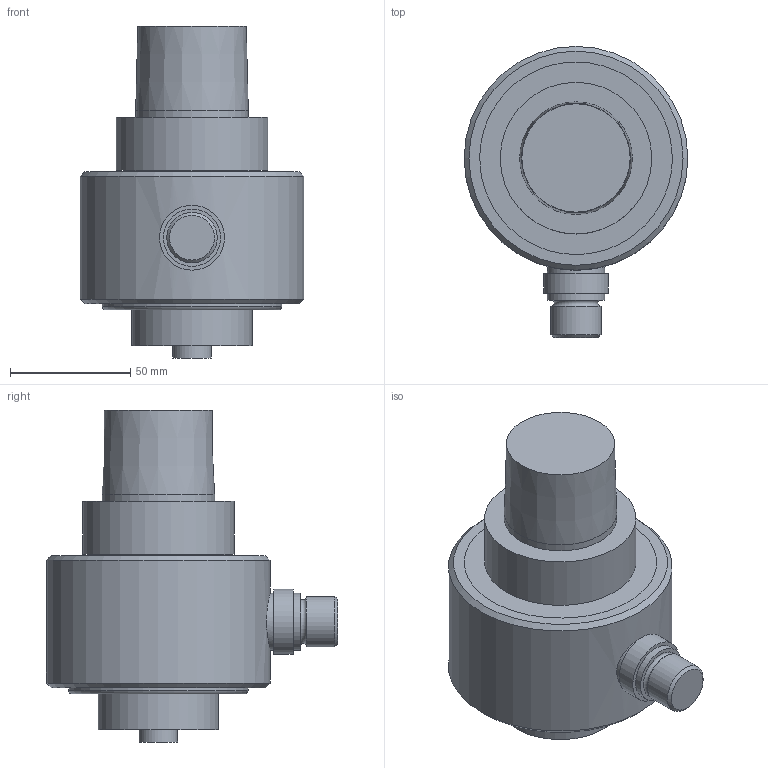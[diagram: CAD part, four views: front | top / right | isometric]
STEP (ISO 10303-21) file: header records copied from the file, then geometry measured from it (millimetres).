
FILE_DESCRIPTION(/* description */ ('3-D model version:1'),/* implementation_level */ '2;1');
FILE_NAME(/* name */ 'C6-391.02CCH-50095',/* time_stamp */ '2016-12-02T14:02:07',/* author */ ('InteractiveCad'),/* organization */ ('AB Sandvik Coromant'),/* preprocessor_version */ 'ST-DEVELOPER v11',/* originating_system */ 'SIEMENS UGS NX 6.0',/* authorization */ '');
FILE_SCHEMA(('AUTOMOTIVE_DESIGN'));
Length unit declared in the file: millimetre
Products named in the file (1): ds680A14xa3f
Bounding box: 93 x 121 x 138 mm (x, y, z)
Volume: 556905.7 mm3; surface area: 45844.9 mm2
Topology: 1 solids, 1 shells, 36 faces, 55 edges, 36 vertices
Faces by surface type: plane 17, cylinder 12, cone 5, torus 2
Full cylindrical faces by diameter (mm): 16 x1, 21 x1, 23.8 x2, 27 x1, 46.8 x1, 50 x1, 56 x1, 57 x1, 63 x1, 74.6 x1, 93 x1
Entity records: 840 total; most frequent: CARTESIAN_POINT 210, DIRECTION 142, AXIS2_PLACEMENT_3D 71, EDGE_LOOP 70, ORIENTED_EDGE 70, FACE_BOUND 67, ADVANCED_FACE 36, VERTEX_POINT 35
